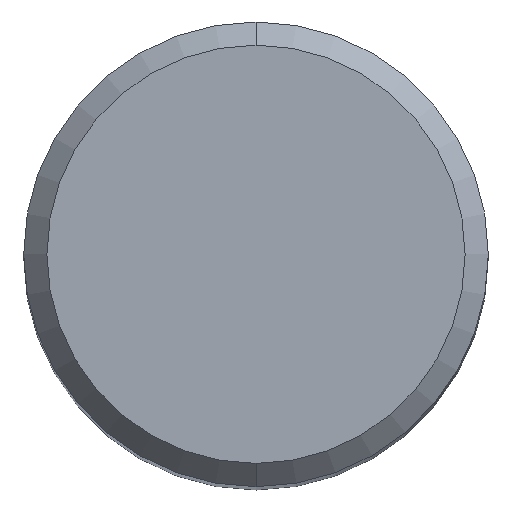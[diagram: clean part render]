
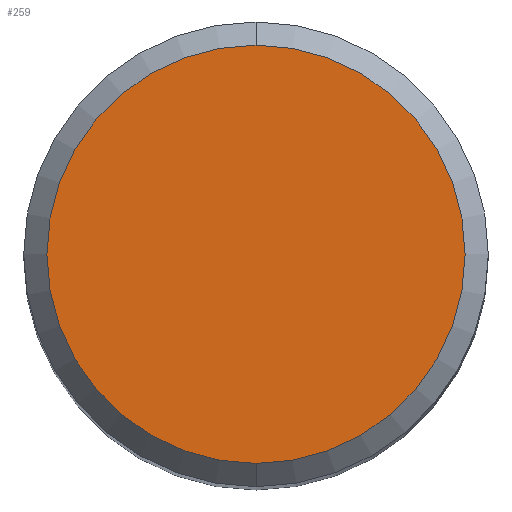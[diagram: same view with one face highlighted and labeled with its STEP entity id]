
A CAD part, top view. The second image highlights one B-rep face of the part: STEP entity #259.
In plain terms, the highlighted planar face has unit normal (0, 0, 1).
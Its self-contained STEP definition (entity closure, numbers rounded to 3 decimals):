
#181=VERTEX_POINT('',#488);
#217=EDGE_CURVE('',#181,#397,#527,.T.);
#259=ADVANCED_FACE('',(#572),#573,.T.);
#377=EDGE_CURVE('',#397,#181,#706,.T.);
#397=VERTEX_POINT('',#728);
#488=CARTESIAN_POINT('',(0.0,7.2,0.0));
#527=CIRCLE('',#915,7.2);
#572=FACE_OUTER_BOUND('',#993,.T.);
#573=PLANE('',#994);
#706=CIRCLE('',#1270,7.2);
#728=CARTESIAN_POINT('',(0.,-7.2,0.0));
#915=AXIS2_PLACEMENT_3D('',#1549,#1550,#1551);
#993=EDGE_LOOP('',(#1593,#1594));
#994=AXIS2_PLACEMENT_3D('',#1595,#1596,#1597);
#1270=AXIS2_PLACEMENT_3D('',#1761,#1762,#1763);
#1549=CARTESIAN_POINT('',(0.0,0.0,0.0));
#1550=DIRECTION('',(0.0,0.0,-1.0));
#1551=DIRECTION('',(0.0,1.0,0.0));
#1593=ORIENTED_EDGE('',*,*,#217,.F.);
#1594=ORIENTED_EDGE('',*,*,#377,.F.);
#1595=CARTESIAN_POINT('',(0.0,3.6,0.0));
#1596=DIRECTION('',(-0.0,0.0,1.0));
#1597=DIRECTION('',(0.0,-1.0,0.0));
#1761=CARTESIAN_POINT('',(0.0,0.0,0.0));
#1762=DIRECTION('',(0.0,0.0,-1.0));
#1763=DIRECTION('',(0.0,1.0,0.0));
